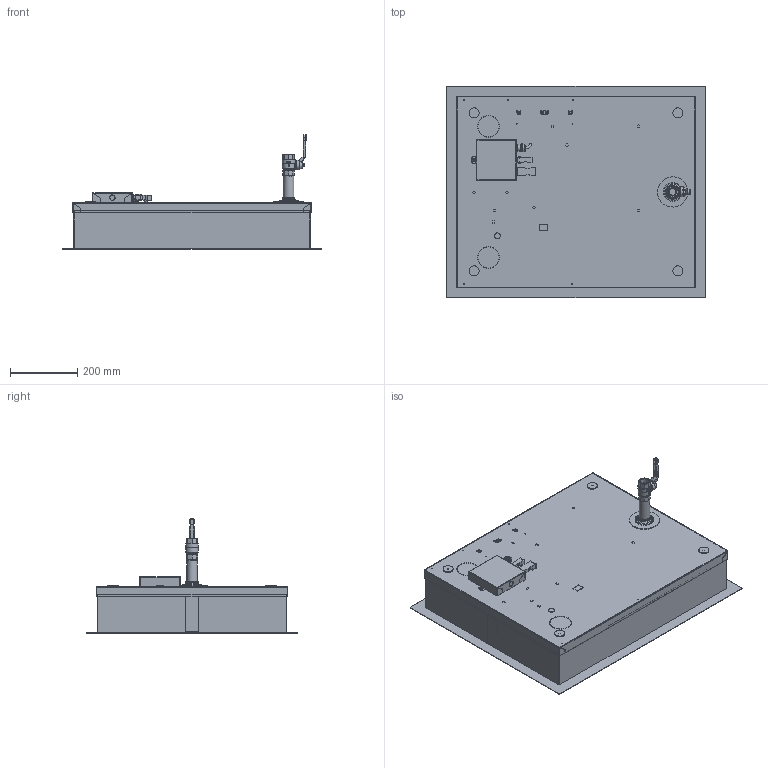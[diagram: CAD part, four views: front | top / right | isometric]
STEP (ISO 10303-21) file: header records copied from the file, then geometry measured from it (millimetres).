
FILE_DESCRIPTION(/* description */ ('This is a sample STEP configuration'),/* implementation_level */ '2;1');
FILE_NAME(/* name */ '15200000_A.stp',/* time_stamp */ '2021-05-28T08:28:17+02:00',/* author */ ('powerJobs'),/* organization */ ('coolOrange'),/* preprocessor_version */ 'ST-DEVELOPER v18.1',/* originating_system */ 'Autodesk Inventor 2021',/* authorisation */ '');
FILE_SCHEMA (('AUTOMOTIVE_DESIGN { 1 0 10303 214 3 1 1 }'));
Products named in the file (1): ENG-00003452
Bounding box: 770 x 630 x 340.67 mm (x, y, z)
Volume: 20110330.3 mm3; surface area: 3167119.1 mm2
Topology: 1 solids, 72 shells, 2550 faces, 7090 edges, 4701 vertices
Faces by surface type: plane 1768, cylinder 564, bspline 82, cone 71, torus 57, sphere 8
Full cylindrical faces by diameter (mm): 2.3 x15, 2.459 x4, 2.5 x8, 3 x23, 4 x2, 5 x29, 5.5 x6, 6.5 x6, 7 x2, 9 x23, 9.5 x2, 11 x1, 12 x1, 12.2 x1, 12.5 x1, 14.16 x2, 15 x1, 16 x1, 16.5 x1, 18 x3, 19.6 x1, 19.98 x1, 20 x1, 20.5 x2, 22 x1, 24.117 x3, 26 x1, 26.441 x1, 29 x1, 30 x5
Entity records: 96600 total; most frequent: CARTESIAN_POINT 27578, ORIENTED_EDGE 14172, DIRECTION 13301, EDGE_CURVE 7086, LINE 4999, VECTOR 4999, VERTEX_POINT 4701, AXIS2_PLACEMENT_3D 4151
